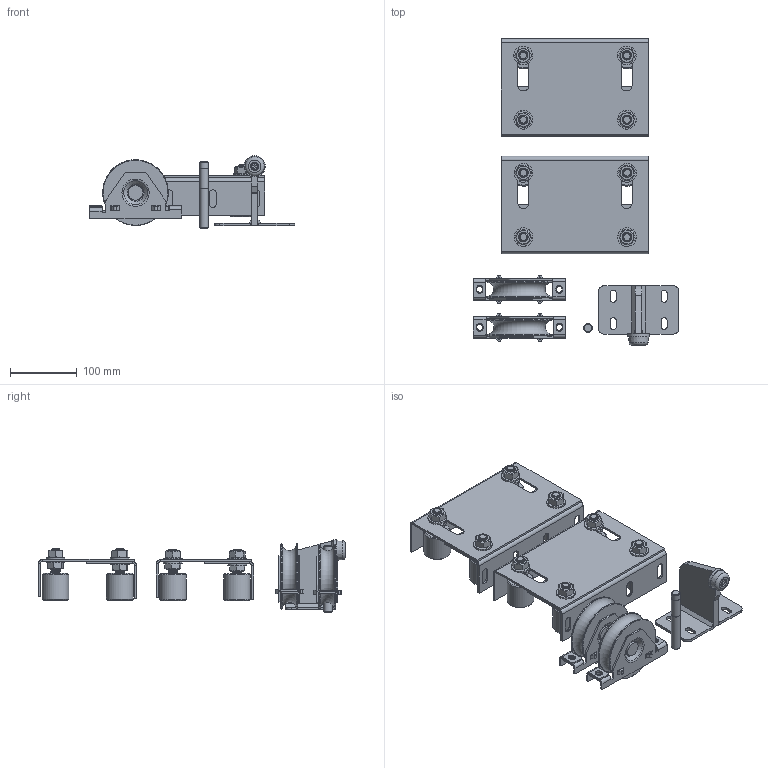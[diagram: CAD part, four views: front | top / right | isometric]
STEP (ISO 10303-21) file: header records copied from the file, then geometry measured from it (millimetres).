
FILE_DESCRIPTION(/* description */ (''),/* implementation_level */ '2;1');
FILE_NAME(/* name */ '20121RG.stp',/* time_stamp */ '2019-08-12T11:40:48+02:00',/* author */ ('DOMINIQUE'),/* organization */ (''),/* preprocessor_version */ 'ST-DEVELOPER v17.2',/* originating_system */ 'Autodesk Inventor 2019',/* authorisation */ '');
FILE_SCHEMA (('AUTOMOTIVE_DESIGN { 1 0 10303 214 3 1 1 }'));
Length unit declared in the file: millimetre
Products named in the file (23): 20121RG; 22100R21; 19725_B; 22761; 19729; roulement_6303_1; 1065 MANTION; 21261; 21261_1; 20882; 23040-2; DIN 934 - M14; Rondelle_ISO_7091_d14; 2099V_A; 21656; 21656_1; 21653; 21654; 21655; 15546; AS 1420 - 1973 - M6 x 16; 06005; 20696
Assembly tree (45 placements, depth 4):
  20121RG
    22100R21  x2
      19725_B
      22761
      19729
      roulement_6303_1
    1065 MANTION  x2
      21261
      21261_1
      Rondelle_ISO_7091_d14
      DIN 934 - M14
      20882
      23040-2
    2099V_A
      21656
        21656_1
        21653
        21654
        21655
      15546
      AS 1420 - 1973 - M6 x 16
      06005
    20696
Bounding box: 307.39 x 458.64 x 108.85 mm (x, y, z)
Volume: 1306357.4 mm3; surface area: 619001.4 mm2
Topology: 79 solids, 79 shells, 1271 faces, 3266 edges, 2187 vertices
Faces by surface type: plane 689, cylinder 356, cone 133, torus 61, bspline 24, sphere 8
Full cylindrical faces by diameter (mm): 4.917 x1, 6 x1, 6.5 x1, 7 x1, 9 x4, 10 x1, 11.835 x16, 12.5 x1, 13 x2, 13.3 x1, 13.5 x2, 15 x8, 15.5 x24, 16.9 x2, 17 x2, 17.2 x4, 22 x2, 24 x8, 26 x4, 28 x16, 38 x4, 40 x8, 41 x2, 47 x4, 47.4 x2, 52 x2, 98 x4
Entity records: 27706 total; most frequent: CARTESIAN_POINT 15857, DIRECTION 2413, ORIENTED_EDGE 2166, EDGE_CURVE 1083, AXIS2_PLACEMENT_3D 894, VERTEX_POINT 734, LINE 625, VECTOR 625
